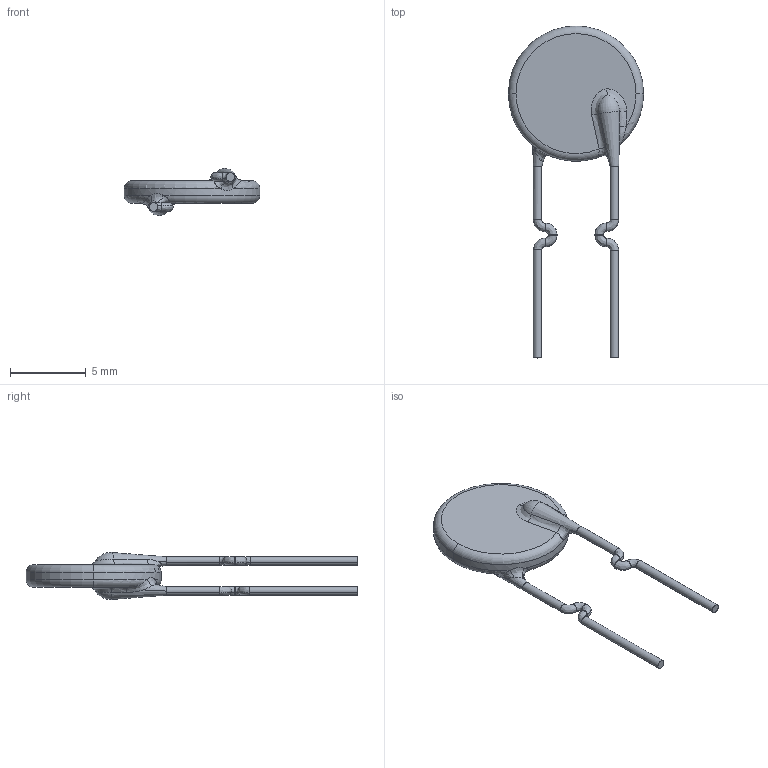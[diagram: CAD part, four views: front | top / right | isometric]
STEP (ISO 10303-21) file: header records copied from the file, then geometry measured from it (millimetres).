
FILE_DESCRIPTION (( 'STEP AP214' ), '1' );
FILE_NAME ('MF-R110.STEP', '2015-08-12T10:05:00', ( 'user' ), ( '' ), 'SwSTEP 2.0', 'SolidWorks 2015', '' );
FILE_SCHEMA (( 'AUTOMOTIVE_DESIGN' ));
Length unit declared in the file: millimetre
Products named in the file (1): MF-R110
Bounding box: 8.9 x 21.85 x 3.1 mm (x, y, z)
Volume: 103.7 mm3; surface area: 213.5 mm2
Topology: 1 solids, 1 shells, 68 faces, 150 edges, 84 vertices
Faces by surface type: bspline 50, torus 8, cone 4, plane 4, cylinder 2
Entity records: 2976 total; most frequent: CARTESIAN_POINT 1405, ORIENTED_EDGE 300, DIRECTION 160, EDGE_CURVE 150, VERTEX_POINT 84, FACE_OUTER_BOUND 68, EDGE_LOOP 68, ADVANCED_FACE 68
